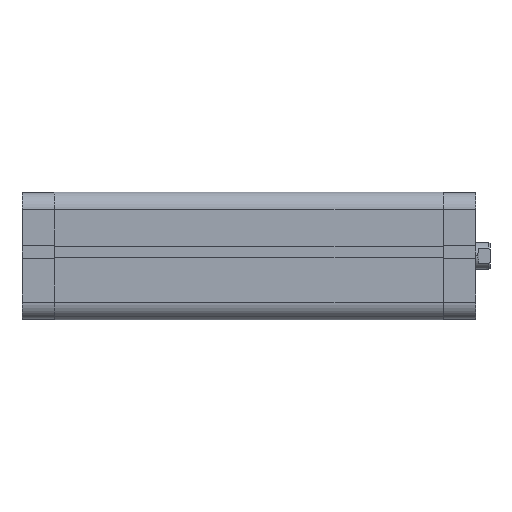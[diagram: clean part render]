
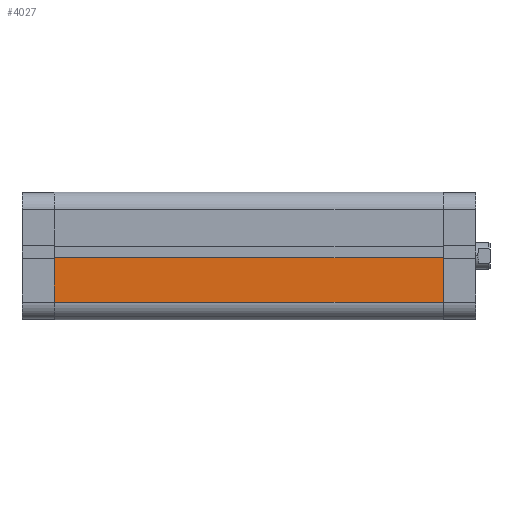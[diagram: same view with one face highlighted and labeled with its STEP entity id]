
A CAD part, top view. The second image highlights one B-rep face of the part: STEP entity #4027.
In plain terms, the highlighted face is planar.
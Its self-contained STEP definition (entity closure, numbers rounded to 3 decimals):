
#335 = VERTEX_POINT ( 'NONE', #2366 ) ;
#339 = VERTEX_POINT ( 'NONE', #1953 ) ;
#346 = VERTEX_POINT ( 'NONE', #2359 ) ;
#372 = VERTEX_POINT ( 'NONE', #1917 ) ;
#560 = FACE_OUTER_BOUND ( 'NONE', #3457, .T. ) ;
#822 = AXIS2_PLACEMENT_3D ( 'NONE', #1192, #1198, #1199 ) ;
#1189 = PLANE ( 'NONE',  #822 ) ;
#1192 = CARTESIAN_POINT ( 'NONE',  ( 29., -63.941, 176.5 ) ) ;
#1198 = DIRECTION ( 'NONE',  ( 1., 0., 0. ) ) ;
#1199 = DIRECTION ( 'NONE',  ( 0., 1., 0. ) ) ;
#1917 = CARTESIAN_POINT ( 'NONE',  ( 29., 21., 176.5 ) ) ;
#1953 = CARTESIAN_POINT ( 'NONE',  ( 29., 0.85, 176.5 ) ) ;
#2359 = CARTESIAN_POINT ( 'NONE',  ( 29., 21., 0. ) ) ;
#2366 = CARTESIAN_POINT ( 'NONE',  ( 29., 0.85, 0. ) ) ;
#2904 = EDGE_CURVE ( 'NONE', #372, #346, #4910, .T. ) ;
#2906 = EDGE_CURVE ( 'NONE', #339, #335, #4909, .T. ) ;
#2908 = EDGE_CURVE ( 'NONE', #346, #335, #4918, .T. ) ;
#2912 = EDGE_CURVE ( 'NONE', #372, #339, #4906, .T. ) ;
#3457 = EDGE_LOOP ( 'NONE', ( #6628, #6627, #6626, #6631 ) ) ;
#4027 = ADVANCED_FACE ( 'NONE', ( #560 ), #1189, .T. ) ;
#4905 = VECTOR ( 'NONE', #5902, 1000. ) ;
#4906 = LINE ( 'NONE', #5907, #4926 ) ;
#4909 = LINE ( 'NONE', #5901, #4914 ) ;
#4910 = LINE ( 'NONE', #5895, #4905 ) ;
#4914 = VECTOR ( 'NONE', #5906, 1000. ) ;
#4918 = LINE ( 'NONE', #5909, #4919 ) ;
#4919 = VECTOR ( 'NONE', #5910, 1000. ) ;
#4926 = VECTOR ( 'NONE', #5918, 1000. ) ;
#5895 = CARTESIAN_POINT ( 'NONE',  ( 29., 21., 176.5 ) ) ;
#5901 = CARTESIAN_POINT ( 'NONE',  ( 29., 0.85, 176.5 ) ) ;
#5902 = DIRECTION ( 'NONE',  ( 0., 0., -1. ) ) ;
#5906 = DIRECTION ( 'NONE',  ( 0., 0., -1. ) ) ;
#5907 = CARTESIAN_POINT ( 'NONE',  ( 29., -63.941, 176.5 ) ) ;
#5909 = CARTESIAN_POINT ( 'NONE',  ( 29., -63.941, 0. ) ) ;
#5910 = DIRECTION ( 'NONE',  ( 0., -1., 0. ) ) ;
#5918 = DIRECTION ( 'NONE',  ( 0., -1., 0. ) ) ;
#6626 = ORIENTED_EDGE ( 'NONE', *, *, #2912, .T. ) ;
#6627 = ORIENTED_EDGE ( 'NONE', *, *, #2904, .F. ) ;
#6628 = ORIENTED_EDGE ( 'NONE', *, *, #2908, .F. ) ;
#6631 = ORIENTED_EDGE ( 'NONE', *, *, #2906, .T. ) ;
